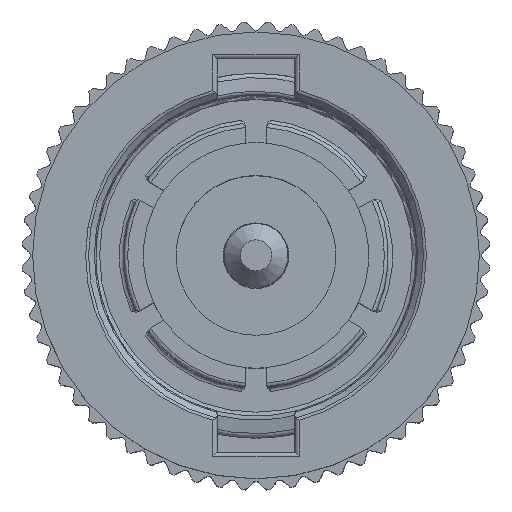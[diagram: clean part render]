
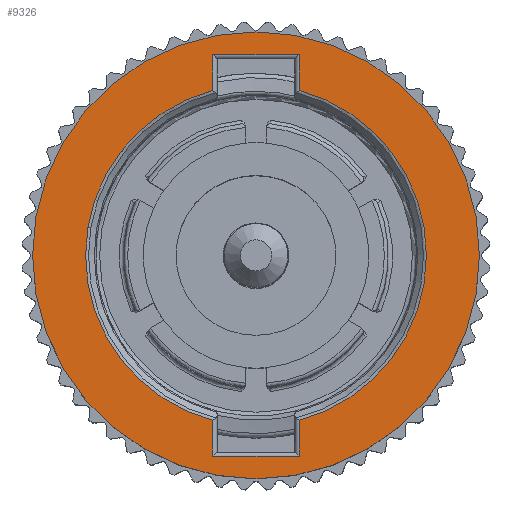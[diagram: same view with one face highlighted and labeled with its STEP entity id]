
A CAD part, top view. The second image highlights one B-rep face of the part: STEP entity #9326.
In plain terms, the highlighted planar face has unit normal (0, 0, 1).
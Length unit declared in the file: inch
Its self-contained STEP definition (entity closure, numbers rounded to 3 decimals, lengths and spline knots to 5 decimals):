
#88=LINE('',#13837,#599);
#91=LINE('',#13849,#602);
#92=LINE('',#13868,#603);
#95=LINE('',#13878,#606);
#97=LINE('',#13883,#608);
#99=LINE('',#13888,#610);
#599=VECTOR('',#11376,0.3937);
#602=VECTOR('',#11387,0.3937);
#603=VECTOR('',#11410,0.3937);
#606=VECTOR('',#11419,0.3937);
#608=VECTOR('',#11425,0.3937);
#610=VECTOR('',#11431,0.3937);
#1240=FACE_BOUND('',#3054,.T.);
#1404=CIRCLE('',#10035,0.20782);
#1406=CIRCLE('',#10039,0.20782);
#1410=CIRCLE('',#10065,0.2725);
#2050=PLANE('',#10064);
#2363=FACE_OUTER_BOUND('',#3053,.T.);
#3053=EDGE_LOOP('',(#6383));
#3054=EDGE_LOOP('',(#6384,#6385,#6386,#6387,#6388,#6389,#6390,#6391));
#3944=VERTEX_POINT('',#13835);
#3945=VERTEX_POINT('',#13836);
#3950=VERTEX_POINT('',#13848);
#3951=VERTEX_POINT('',#13852);
#3953=VERTEX_POINT('',#13858);
#3954=VERTEX_POINT('',#13859);
#3957=VERTEX_POINT('',#13867);
#3961=VERTEX_POINT('',#13877);
#3981=VERTEX_POINT('',#13933);
#4853=EDGE_CURVE('',#3944,#3945,#88,.T.);
#4859=EDGE_CURVE('',#3945,#3950,#91,.T.);
#4861=EDGE_CURVE('',#3951,#3944,#1404,.T.);
#4864=EDGE_CURVE('',#3953,#3954,#1406,.T.);
#4868=EDGE_CURVE('',#3954,#3957,#92,.T.);
#4873=EDGE_CURVE('',#3957,#3961,#95,.T.);
#4876=EDGE_CURVE('',#3961,#3951,#97,.T.);
#4879=EDGE_CURVE('',#3950,#3953,#99,.T.);
#4902=EDGE_CURVE('',#3981,#3981,#1410,.T.);
#6383=ORIENTED_EDGE('',*,*,#4902,.F.);
#6384=ORIENTED_EDGE('',*,*,#4864,.F.);
#6385=ORIENTED_EDGE('',*,*,#4879,.F.);
#6386=ORIENTED_EDGE('',*,*,#4859,.F.);
#6387=ORIENTED_EDGE('',*,*,#4853,.F.);
#6388=ORIENTED_EDGE('',*,*,#4861,.F.);
#6389=ORIENTED_EDGE('',*,*,#4876,.F.);
#6390=ORIENTED_EDGE('',*,*,#4873,.F.);
#6391=ORIENTED_EDGE('',*,*,#4868,.F.);
#9326=ADVANCED_FACE('',(#2363,#1240),#2050,.T.);
#10035=AXIS2_PLACEMENT_3D('',#13853,#11392,#11393);
#10039=AXIS2_PLACEMENT_3D('',#13860,#11400,#11401);
#10064=AXIS2_PLACEMENT_3D('',#13932,#11471,#11472);
#10065=AXIS2_PLACEMENT_3D('',#13934,#11473,#11474);
#11376=DIRECTION('',(0.,-1.,0.));
#11387=DIRECTION('',(1.,0.,0.));
#11392=DIRECTION('center_axis',(0.,0.,
1.));
#11393=DIRECTION('ref_axis',(-1.,0.,0.));
#11400=DIRECTION('center_axis',(0.,0.,
1.));
#11401=DIRECTION('ref_axis',(1.,0.,0.));
#11410=DIRECTION('',(0.,1.,0.));
#11419=DIRECTION('',(-1.,0.,0.));
#11425=DIRECTION('',(0.,-1.,0.));
#11431=DIRECTION('',(0.,1.,0.));
#11471=DIRECTION('center_axis',(0.,0.,
1.));
#11472=DIRECTION('ref_axis',(-1.,0.,0.));
#11473=DIRECTION('center_axis',(0.,0.,
-1.));
#11474=DIRECTION('ref_axis',(0.,-1.,0.));
#13835=CARTESIAN_POINT('',(-0.0525,-0.20108,0.));
#13836=CARTESIAN_POINT('',(-0.0525,-0.2449,0.));
#13837=CARTESIAN_POINT('',(-0.0525,-0.16307,0.));
#13848=CARTESIAN_POINT('',(0.0525,-0.2449,0.));
#13849=CARTESIAN_POINT('',(-0.02375,-0.2449,0.));
#13852=CARTESIAN_POINT('',(-0.0525,0.20108,0.));
#13853=CARTESIAN_POINT('Origin',(0.,0.,
0.));
#13858=CARTESIAN_POINT('',(0.0525,-0.20108,0.));
#13859=CARTESIAN_POINT('',(0.0525,0.20108,0.));
#13860=CARTESIAN_POINT('Origin',(0.,0.,
0.));
#13867=CARTESIAN_POINT('',(0.0525,0.2449,0.));
#13868=CARTESIAN_POINT('',(0.0525,0.02682,0.));
#13877=CARTESIAN_POINT('',(-0.0525,0.2449,0.));
#13878=CARTESIAN_POINT('',(0.02375,0.2449,0.));
#13883=CARTESIAN_POINT('',(-0.0525,0.05182,0.));
#13888=CARTESIAN_POINT('',(0.0525,-0.18807,0.));
#13932=CARTESIAN_POINT('Origin',(0.,-0.13625,0.));
#13933=CARTESIAN_POINT('',(0.,-0.2725,0.));
#13934=CARTESIAN_POINT('Origin',(0.,0.,
0.));
